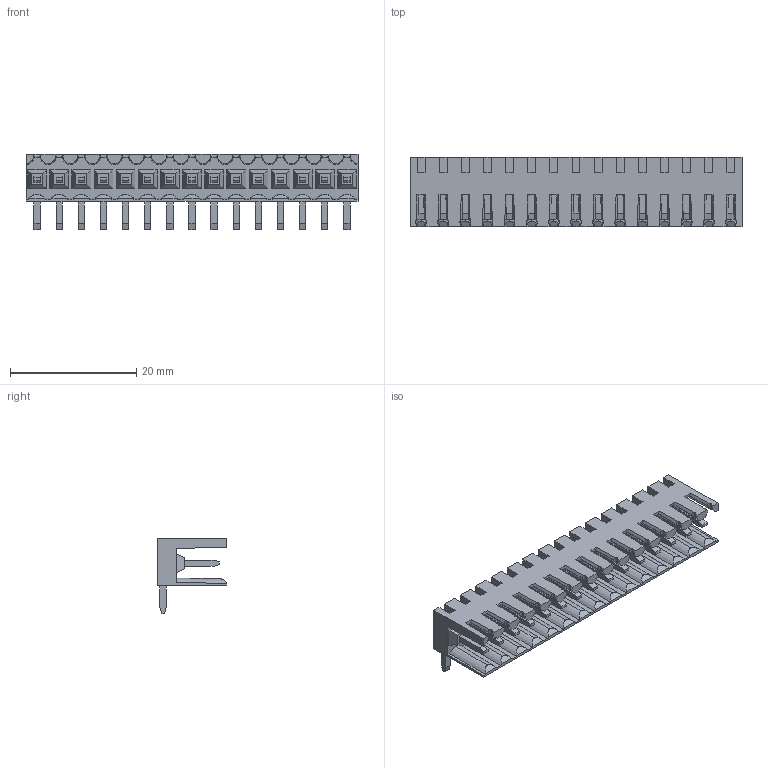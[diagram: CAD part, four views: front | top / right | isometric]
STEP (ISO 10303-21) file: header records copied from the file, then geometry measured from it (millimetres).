
FILE_DESCRIPTION(('CATIA V5 STEP Exchange','CAx-IF Rec.Pracs.--- Model Styling and Organization---1.4--- 2014-01-23'),'2;1');
FILE_NAME ('D1488097_0_1605500000_1605500000.stp','2021-05-31T13:24:06+00:00',('none'),('Weidmueller'),'CATIA Version 5-6 Release 2016 SP3 HF44','CATIA V5 STEP AP214','none');
FILE_SCHEMA(('AUTOMOTIVE_DESIGN { 1 0 10303 214 1 1 1 1 }'));
Length unit declared in the file: millimetre
Products named in the file (1): 1605500000
Bounding box: 52.5 x 11.05 x 11.95 mm (x, y, z)
Volume: 1916.3 mm3; surface area: 4603.5 mm2
Topology: 16 solids, 16 shells, 970 faces, 2865 edges, 1927 vertices
Faces by surface type: plane 760, cylinder 120, cone 90
Entity records: 32682 total; most frequent: CARTESIAN_POINT 7411, ORIENTED_EDGE 5730, DIRECTION 3925, EDGE_CURVE 2865, VECTOR 2190, LINE 2190, VERTEX_POINT 1927, AXIS2_PLACEMENT_3D 1026
